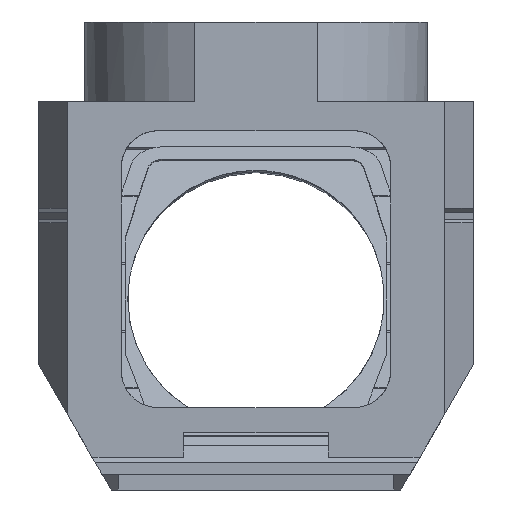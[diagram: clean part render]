
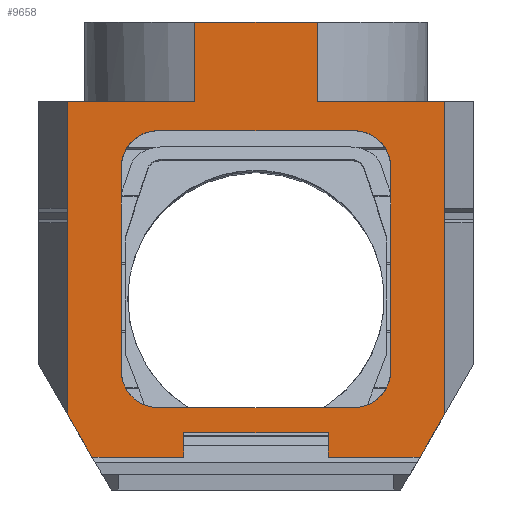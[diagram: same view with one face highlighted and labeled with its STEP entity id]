
A CAD part, front view. The second image highlights one B-rep face of the part: STEP entity #9658.
In plain terms, the highlighted planar face has unit normal (0, -1, 0).
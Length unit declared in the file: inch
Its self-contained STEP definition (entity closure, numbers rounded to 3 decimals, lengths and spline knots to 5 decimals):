
#117=FACE_BOUND('',#1336,.T.);
#168=PLANE('',#10221);
#791=FACE_OUTER_BOUND('',#1335,.T.);
#1335=EDGE_LOOP('',(#6862,#6863,#6864,#6865,#6866,#6867,#6868,#6869,#6870,
#6871,#6872,#6873,#6874,#6875));
#1336=EDGE_LOOP('',(#6876,#6877,#6878,#6879,#6880,#6881,#6882,#6883));
#1832=LINE('',#13552,#2703);
#1833=LINE('',#13559,#2704);
#1842=LINE('',#13669,#2713);
#1962=LINE('',#15261,#2833);
#1972=LINE('',#15281,#2843);
#1975=LINE('',#15286,#2846);
#1976=LINE('',#15290,#2847);
#1977=LINE('',#15292,#2848);
#1978=LINE('',#15294,#2849);
#1979=LINE('',#15295,#2850);
#1980=LINE('',#15296,#2851);
#1981=LINE('',#15298,#2852);
#1982=LINE('',#15300,#2853);
#1983=LINE('',#15301,#2854);
#1984=LINE('',#15304,#2855);
#1985=LINE('',#15308,#2856);
#1986=LINE('',#15312,#2857);
#1987=LINE('',#15316,#2858);
#2703=VECTOR('',#11014,39.37008);
#2704=VECTOR('',#11021,39.37008);
#2713=VECTOR('',#11046,39.37008);
#2833=VECTOR('',#11230,39.37008);
#2843=VECTOR('',#11244,39.37008);
#2846=VECTOR('',#11249,39.37008);
#2847=VECTOR('',#11252,39.37008);
#2848=VECTOR('',#11253,39.37008);
#2849=VECTOR('',#11254,39.37008);
#2850=VECTOR('',#11255,39.37008);
#2851=VECTOR('',#11256,39.37008);
#2852=VECTOR('',#11257,39.37008);
#2853=VECTOR('',#11258,39.37008);
#2854=VECTOR('',#11259,39.37008);
#2855=VECTOR('',#11260,39.37008);
#2856=VECTOR('',#11263,39.37008);
#2857=VECTOR('',#11266,39.37008);
#2858=VECTOR('',#11269,39.37008);
#3589=CIRCLE('',#10222,0.125);
#3590=CIRCLE('',#10223,0.125);
#3591=CIRCLE('',#10224,0.125);
#3592=CIRCLE('',#10225,0.125);
#3870=VERTEX_POINT('',#13548);
#3871=VERTEX_POINT('',#13549);
#3872=VERTEX_POINT('',#13551);
#3875=VERTEX_POINT('',#13557);
#3888=VERTEX_POINT('',#13660);
#3892=VERTEX_POINT('',#13667);
#4097=VERTEX_POINT('',#15279);
#4098=VERTEX_POINT('',#15284);
#4099=VERTEX_POINT('',#15288);
#4100=VERTEX_POINT('',#15289);
#4101=VERTEX_POINT('',#15291);
#4102=VERTEX_POINT('',#15293);
#4103=VERTEX_POINT('',#15297);
#4104=VERTEX_POINT('',#15299);
#4105=VERTEX_POINT('',#15302);
#4106=VERTEX_POINT('',#15303);
#4107=VERTEX_POINT('',#15305);
#4108=VERTEX_POINT('',#15307);
#4109=VERTEX_POINT('',#15309);
#4110=VERTEX_POINT('',#15311);
#4111=VERTEX_POINT('',#15313);
#4112=VERTEX_POINT('',#15315);
#4913=EDGE_CURVE('',#3870,#3872,#1832,.T.);
#4917=EDGE_CURVE('',#3871,#3875,#1833,.T.);
#4934=EDGE_CURVE('',#3892,#3888,#1842,.T.);
#5134=EDGE_CURVE('',#3872,#3892,#1962,.T.);
#5144=EDGE_CURVE('',#4097,#3875,#1972,.T.);
#5147=EDGE_CURVE('',#4097,#4098,#1975,.T.);
#5148=EDGE_CURVE('',#4099,#4100,#1976,.T.);
#5149=EDGE_CURVE('',#4100,#4101,#1977,.T.);
#5150=EDGE_CURVE('',#4101,#4102,#1978,.T.);
#5151=EDGE_CURVE('',#4102,#3888,#1979,.T.);
#5152=EDGE_CURVE('',#3871,#3870,#1980,.T.);
#5153=EDGE_CURVE('',#4098,#4103,#1981,.T.);
#5154=EDGE_CURVE('',#4103,#4104,#1982,.T.);
#5155=EDGE_CURVE('',#4104,#4099,#1983,.T.);
#5156=EDGE_CURVE('',#4105,#4106,#1984,.T.);
#5157=EDGE_CURVE('',#4107,#4105,#3589,.T.);
#5158=EDGE_CURVE('',#4108,#4107,#1985,.T.);
#5159=EDGE_CURVE('',#4109,#4108,#3590,.T.);
#5160=EDGE_CURVE('',#4110,#4109,#1986,.T.);
#5161=EDGE_CURVE('',#4111,#4110,#3591,.T.);
#5162=EDGE_CURVE('',#4112,#4111,#1987,.T.);
#5163=EDGE_CURVE('',#4106,#4112,#3592,.T.);
#6862=ORIENTED_EDGE('',*,*,#5148,.T.);
#6863=ORIENTED_EDGE('',*,*,#5149,.T.);
#6864=ORIENTED_EDGE('',*,*,#5150,.T.);
#6865=ORIENTED_EDGE('',*,*,#5151,.T.);
#6866=ORIENTED_EDGE('',*,*,#4934,.F.);
#6867=ORIENTED_EDGE('',*,*,#5134,.F.);
#6868=ORIENTED_EDGE('',*,*,#4913,.F.);
#6869=ORIENTED_EDGE('',*,*,#5152,.F.);
#6870=ORIENTED_EDGE('',*,*,#4917,.T.);
#6871=ORIENTED_EDGE('',*,*,#5144,.F.);
#6872=ORIENTED_EDGE('',*,*,#5147,.T.);
#6873=ORIENTED_EDGE('',*,*,#5153,.T.);
#6874=ORIENTED_EDGE('',*,*,#5154,.T.);
#6875=ORIENTED_EDGE('',*,*,#5155,.T.);
#6876=ORIENTED_EDGE('',*,*,#5156,.F.);
#6877=ORIENTED_EDGE('',*,*,#5157,.F.);
#6878=ORIENTED_EDGE('',*,*,#5158,.F.);
#6879=ORIENTED_EDGE('',*,*,#5159,.F.);
#6880=ORIENTED_EDGE('',*,*,#5160,.F.);
#6881=ORIENTED_EDGE('',*,*,#5161,.F.);
#6882=ORIENTED_EDGE('',*,*,#5162,.F.);
#6883=ORIENTED_EDGE('',*,*,#5163,.F.);
#9658=ADVANCED_FACE('',(#791,#117),#168,.F.);
#10221=AXIS2_PLACEMENT_3D('',#15287,#11250,#11251);
#10222=AXIS2_PLACEMENT_3D('',#15306,#11261,#11262);
#10223=AXIS2_PLACEMENT_3D('',#15310,#11264,#11265);
#10224=AXIS2_PLACEMENT_3D('',#15314,#11267,#11268);
#10225=AXIS2_PLACEMENT_3D('',#15317,#11270,#11271);
#11014=DIRECTION('',(0.,0.,-1.));
#11021=DIRECTION('',(0.,0.,-1.));
#11046=DIRECTION('',(0.,0.,-1.));
#11230=DIRECTION('',(1.,0.,0.));
#11244=DIRECTION('',(1.,0.,0.));
#11249=DIRECTION('',(0.,0.,-1.));
#11250=DIRECTION('center_axis',(0.,1.,0.));
#11251=DIRECTION('ref_axis',(0.,0.,1.));
#11252=DIRECTION('',(1.,0.,0.));
#11253=DIRECTION('',(0.,0.,-1.));
#11254=DIRECTION('',(1.,0.,0.));
#11255=DIRECTION('',(0.5,0.,0.866));
#11256=DIRECTION('',(1.,0.,0.));
#11257=DIRECTION('',(0.5,0.,-0.866));
#11258=DIRECTION('',(1.,0.,0.));
#11259=DIRECTION('',(0.,0.,1.));
#11260=DIRECTION('',(-1.,0.,0.));
#11261=DIRECTION('center_axis',(0.,-1.,0.));
#11262=DIRECTION('ref_axis',(0.,0.,-1.));
#11263=DIRECTION('',(0.,0.,1.));
#11264=DIRECTION('center_axis',(0.,-1.,0.));
#11265=DIRECTION('ref_axis',(0.,0.,-1.));
#11266=DIRECTION('',(1.,0.,0.));
#11267=DIRECTION('center_axis',(0.,-1.,0.));
#11268=DIRECTION('ref_axis',(0.,0.,1.));
#11269=DIRECTION('',(0.,0.,-1.));
#11270=DIRECTION('center_axis',(0.,-1.,0.));
#11271=DIRECTION('ref_axis',(0.,0.,-1.));
#13548=CARTESIAN_POINT('',(0.21097,-0.69,0.945));
#13549=CARTESIAN_POINT('',(-0.21097,-0.69,0.945));
#13551=CARTESIAN_POINT('',(0.21097,-0.69,0.67));
#13552=CARTESIAN_POINT('',(0.21097,-0.69,0.945));
#13557=CARTESIAN_POINT('',(-0.21097,-0.69,0.67));
#13559=CARTESIAN_POINT('',(-0.21097,-0.69,0.945));
#13660=CARTESIAN_POINT('',(0.65,-0.69,-0.41019));
#13667=CARTESIAN_POINT('',(0.65,-0.69,0.67));
#13669=CARTESIAN_POINT('',(0.65,-0.69,0.67));
#15261=CARTESIAN_POINT('',(-0.65,-0.69,0.67));
#15279=CARTESIAN_POINT('',(-0.65,-0.69,0.67));
#15281=CARTESIAN_POINT('',(-0.65,-0.69,0.67));
#15284=CARTESIAN_POINT('',(-0.65,-0.69,-0.41019));
#15286=CARTESIAN_POINT('',(-0.65,-0.69,0.67));
#15287=CARTESIAN_POINT('Origin',(-0.65,-0.69,0.67));
#15288=CARTESIAN_POINT('',(-0.25,-0.69,-0.47232));
#15289=CARTESIAN_POINT('',(0.25,-0.69,-0.47232));
#15290=CARTESIAN_POINT('',(-0.65,-0.69,-0.47232));
#15291=CARTESIAN_POINT('',(0.25,-0.69,-0.55584));
#15292=CARTESIAN_POINT('',(0.25,-0.69,0.67));
#15293=CARTESIAN_POINT('',(0.56591,-0.69,-0.55584));
#15294=CARTESIAN_POINT('',(-0.65,-0.69,-0.55584));
#15295=CARTESIAN_POINT('',(0.75,-0.69,-0.23699));
#15296=CARTESIAN_POINT('',(-0.21097,-0.69,0.945));
#15297=CARTESIAN_POINT('',(-0.56591,-0.69,-0.55584));
#15298=CARTESIAN_POINT('',(-0.75,-0.69,-0.23699));
#15299=CARTESIAN_POINT('',(-0.25,-0.69,-0.55584));
#15300=CARTESIAN_POINT('',(-0.65,-0.69,-0.55584));
#15301=CARTESIAN_POINT('',(-0.25,-0.69,0.67));
#15302=CARTESIAN_POINT('',(0.3395,-0.69,0.57));
#15303=CARTESIAN_POINT('',(-0.3395,-0.69,0.57));
#15304=CARTESIAN_POINT('',(0.3395,-0.69,0.57));
#15305=CARTESIAN_POINT('',(0.4645,-0.69,0.445));
#15306=CARTESIAN_POINT('Origin',(0.3395,-0.69,0.445));
#15307=CARTESIAN_POINT('',(0.4645,-0.69,-0.26));
#15308=CARTESIAN_POINT('',(0.4645,-0.69,0.445));
#15309=CARTESIAN_POINT('',(0.3395,-0.69,-0.385));
#15310=CARTESIAN_POINT('Origin',(0.3395,-0.69,-0.26));
#15311=CARTESIAN_POINT('',(-0.3395,-0.69,-0.385));
#15312=CARTESIAN_POINT('',(-0.3395,-0.69,-0.385));
#15313=CARTESIAN_POINT('',(-0.4645,-0.69,-0.26));
#15314=CARTESIAN_POINT('Origin',(-0.3395,-0.69,-0.26));
#15315=CARTESIAN_POINT('',(-0.4645,-0.69,0.445));
#15316=CARTESIAN_POINT('',(-0.4645,-0.69,0.445));
#15317=CARTESIAN_POINT('Origin',(-0.3395,-0.69,0.445));
